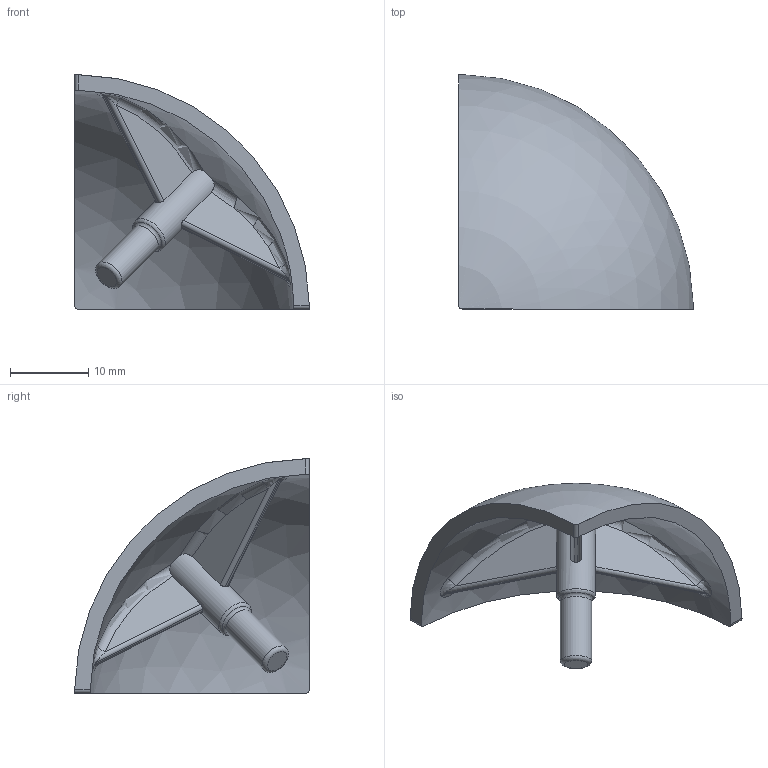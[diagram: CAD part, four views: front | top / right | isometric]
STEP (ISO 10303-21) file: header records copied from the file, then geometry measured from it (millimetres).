
FILE_DESCRIPTION((''),'2;1');
FILE_NAME('AR3355.stp','2020-12-18T11:26:16',('arma02'),(''),'Autodesk Inventor 2013','Autodesk Inventor 2013','');
FILE_SCHEMA(('AUTOMOTIVE_DESIGN { 1 0 10303 214 1 1 1 1 }'));
Length unit declared in the file: millimetre
Products named in the file (1): AR3355
Bounding box: 30 x 30 x 30 mm (x, y, z)
Volume: 3340.6 mm3; surface area: 3608.1 mm2
Topology: 1 solids, 1 shells, 44 faces, 108 edges, 67 vertices
Faces by surface type: plane 13, torus 12, cylinder 11, bspline 6, sphere 2
Full cylindrical faces by diameter (mm): 4 x1, 5 x1
Entity records: 1697 total; most frequent: CARTESIAN_POINT 660, ORIENTED_EDGE 204, DIRECTION 196, EDGE_CURVE 102, AXIS2_PLACEMENT_3D 86, VERTEX_POINT 66, EDGE_LOOP 50, CIRCLE 47
